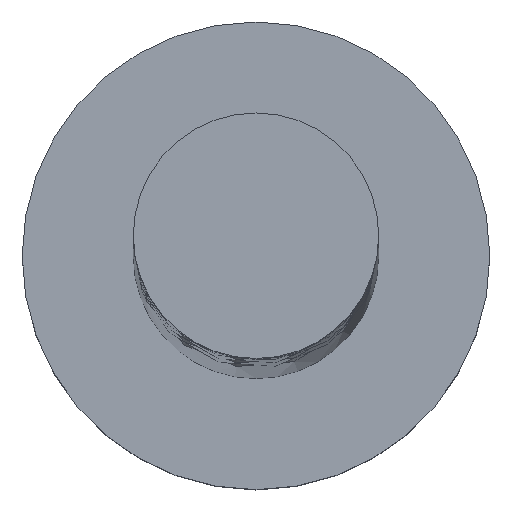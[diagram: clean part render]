
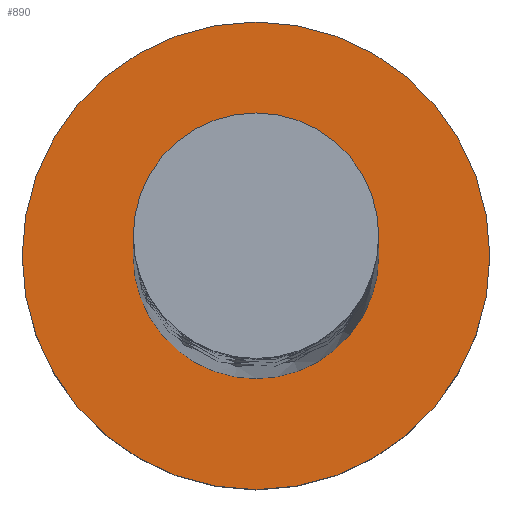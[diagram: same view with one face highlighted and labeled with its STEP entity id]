
A CAD part, top view. The second image highlights one B-rep face of the part: STEP entity #890.
In plain terms, the highlighted planar face has unit normal (0, 0, 1).
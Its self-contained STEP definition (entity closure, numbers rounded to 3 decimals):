
#12 = DIRECTION ( 'NONE',  ( 1., 0., 0. ) ) ;
#70 = CIRCLE ( 'NONE', #1474, 2.1 ) ;
#84 = DIRECTION ( 'NONE',  ( 1., 0., 0. ) ) ;
#111 = DIRECTION ( 'NONE',  ( 0., 0., 1. ) ) ;
#146 = CARTESIAN_POINT ( 'NONE',  ( 0., 0., 3. ) ) ;
#153 = AXIS2_PLACEMENT_3D ( 'NONE', #1574, #111, #647 ) ;
#226 = EDGE_CURVE ( 'NONE', #1062, #1429, #512, .T. ) ;
#238 = CARTESIAN_POINT ( 'NONE',  ( 0., 0., 3. ) ) ;
#285 = CARTESIAN_POINT ( 'NONE',  ( 0., 0., 3. ) ) ;
#370 = FACE_OUTER_BOUND ( 'NONE', #699, .T. ) ;
#387 = DIRECTION ( 'NONE',  ( 0., 0., 1. ) ) ;
#421 = ORIENTED_EDGE ( 'NONE', *, *, #701, .T. ) ;
#512 = CIRCLE ( 'NONE', #1501, 4. ) ;
#574 = DIRECTION ( 'NONE',  ( 1., 0., 0. ) ) ;
#647 = DIRECTION ( 'NONE',  ( 1., 0., 0. ) ) ;
#699 = EDGE_LOOP ( 'NONE', ( #421, #967 ) ) ;
#701 = EDGE_CURVE ( 'NONE', #1429, #1062, #1472, .T. ) ;
#706 = DIRECTION ( 'NONE',  ( 0., 0., 1. ) ) ;
#747 = EDGE_LOOP ( 'NONE', ( #1520, #1420 ) ) ;
#802 = CARTESIAN_POINT ( 'NONE',  ( 4., 0., 3. ) ) ;
#826 = AXIS2_PLACEMENT_3D ( 'NONE', #285, #387, #1363 ) ;
#890 = ADVANCED_FACE ( 'NONE', ( #1032, #370 ), #1167, .T. ) ;
#914 = AXIS2_PLACEMENT_3D ( 'NONE', #1000, #706, #574 ) ;
#967 = ORIENTED_EDGE ( 'NONE', *, *, #226, .T. ) ;
#1000 = CARTESIAN_POINT ( 'NONE',  ( 0., 0., 3. ) ) ;
#1013 = CARTESIAN_POINT ( 'NONE',  ( -2.1, 0., 3. ) ) ;
#1032 = FACE_BOUND ( 'NONE', #747, .T. ) ;
#1062 = VERTEX_POINT ( 'NONE', #802 ) ;
#1090 = DIRECTION ( 'NONE',  ( 0., 0., 1. ) ) ;
#1167 = PLANE ( 'NONE',  #153 ) ;
#1225 = EDGE_CURVE ( 'NONE', #1698, #1656, #1594, .T. ) ;
#1236 = EDGE_CURVE ( 'NONE', #1656, #1698, #70, .T. ) ;
#1363 = DIRECTION ( 'NONE',  ( 1., 0., 0. ) ) ;
#1408 = DIRECTION ( 'NONE',  ( 0., 0., 1. ) ) ;
#1420 = ORIENTED_EDGE ( 'NONE', *, *, #1236, .F. ) ;
#1429 = VERTEX_POINT ( 'NONE', #1491 ) ;
#1472 = CIRCLE ( 'NONE', #914, 4. ) ;
#1474 = AXIS2_PLACEMENT_3D ( 'NONE', #146, #1090, #12 ) ;
#1491 = CARTESIAN_POINT ( 'NONE',  ( -4., 0., 3. ) ) ;
#1501 = AXIS2_PLACEMENT_3D ( 'NONE', #238, #1408, #84 ) ;
#1520 = ORIENTED_EDGE ( 'NONE', *, *, #1225, .F. ) ;
#1568 = CARTESIAN_POINT ( 'NONE',  ( 2.1, 0., 3. ) ) ;
#1574 = CARTESIAN_POINT ( 'NONE',  ( 0., 0., 3. ) ) ;
#1594 = CIRCLE ( 'NONE', #826, 2.1 ) ;
#1656 = VERTEX_POINT ( 'NONE', #1568 ) ;
#1698 = VERTEX_POINT ( 'NONE', #1013 ) ;
